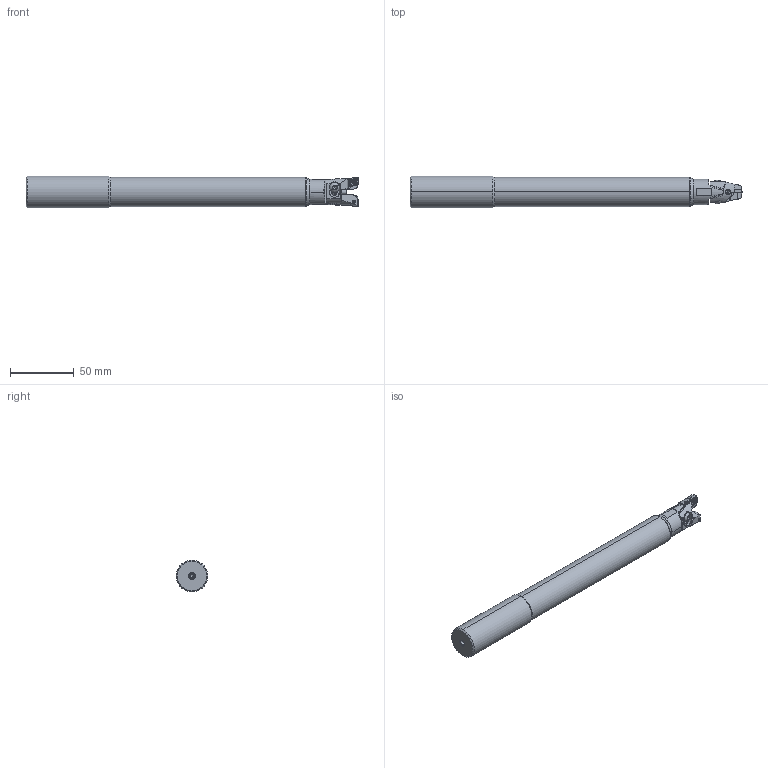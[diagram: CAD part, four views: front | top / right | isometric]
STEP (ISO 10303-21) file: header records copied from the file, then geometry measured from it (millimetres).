
FILE_DESCRIPTION (( 'STEP AP203' ), '1' );
FILE_NAME ('B84.025.023.220.STEP', '2018-03-06T11:09:36', ( 'SWIAdmin' ), ( 'Hewlett-Packard Company' ), 'SwSTEP 2.0', 'SolidWorks 2017', '' );
FILE_SCHEMA (( 'CONFIG_CONTROL_DESIGN' ));
Length unit declared in the file: millimetre
Products named in the file (14): WCA-ER2.001.006_B; Z20-ER2.001.013_A; CCMT060204; HP4-Z20.024.041_f〉 Zeichnung; Z20-ER3.001.007_A; U25-HP4.023.220_A; B84.025.023.220; Z20-WCA.001.015; HP4-ER2.008.028_A; Z20-ER1.002.008_A_PreviewCfg; HP4-ER1.015.035_A; D23-D20.HP4.003_A; HP4-Z20.024.041_A; Z20-WCA.001.015_A
Assembly tree (18 placements, depth 4):
  B84.025.023.220
    U25-HP4.023.220_A
    HP4-ER2.008.028_A
    HP4-ER1.015.035_A
    D23-D20.HP4.003_A
    HP4-Z20.024.041_f〉 Zeichnung
      HP4-Z20.024.041_A
      Z20-WCA.001.015
        Z20-WCA.001.015_A  x2
        WCA-ER2.001.006_B  x2
        CCMT060204  x2
        Z20-ER3.001.007_A  x2
      Z20-ER1.002.008_A_PreviewCfg  x2
      Z20-ER2.001.013_A
Bounding box: 260.96 x 25 x 25 mm (x, y, z)
Volume: 102230.5 mm3; surface area: 33704.4 mm2
Topology: 16 solids, 16 shells, 808 faces, 2082 edges, 1294 vertices
Faces by surface type: plane 346, cylinder 245, cone 151, torus 34, bspline 24, sphere 8
Entity records: 20379 total; most frequent: CARTESIAN_POINT 5879, ORIENTED_EDGE 2900, DIRECTION 2529, EDGE_CURVE 1450, AXIS2_PLACEMENT_3D 967, VERTEX_POINT 909, EDGE_LOOP 605, VECTOR 595
